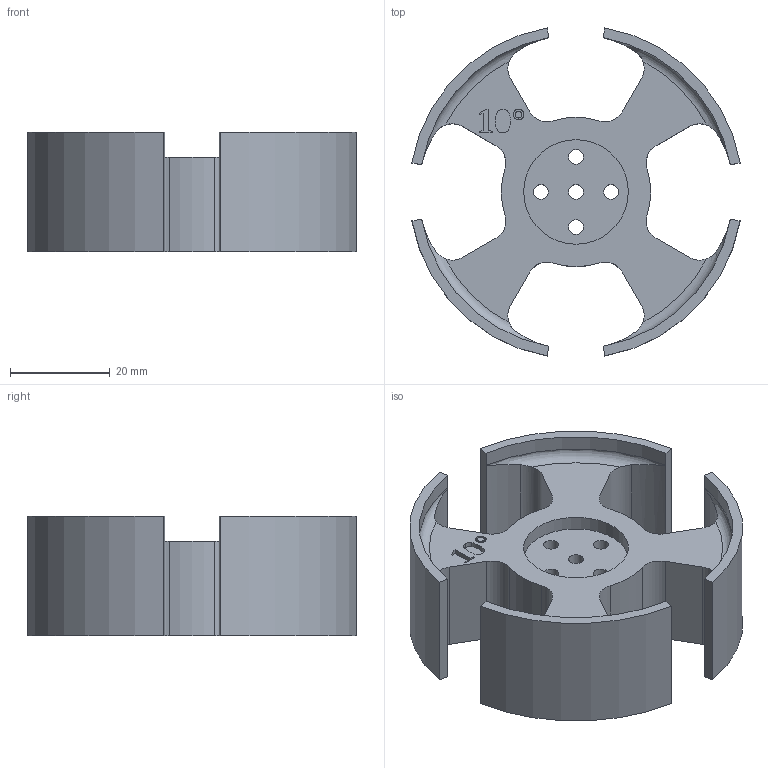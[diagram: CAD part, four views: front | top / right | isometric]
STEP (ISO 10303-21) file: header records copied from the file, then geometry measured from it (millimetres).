
FILE_DESCRIPTION(/* description */ ('STEP AP242','CAx-IF Rec.Pracs.---Representation and Presentation of Product Manufacturing Information (PMI)---4.0---2014-10-13','CAx-IF Rec.Pracs.---3D Tessellated Geometry---0.4---2014-09-14','2;1'),/* implementation_level */ '2;1');
FILE_NAME(/* name */ '67ce2b53c0ed9b4ab768b618',/* time_stamp */ '2025-03-09T23:59:16Z',/* author */ (''),/* organization */ (''),/* preprocessor_version */ 'ST-DEVELOPER v20',/* originating_system */ 'ONSHAPE BY PTC INC, 1.194',/* authorisation */ ' ');
FILE_SCHEMA (('AP242_MANAGED_MODEL_BASED_3D_ENGINEERING_MIM_LF { 1 0 10303 442 1 1 4 }'));
Length unit declared in the file: metre
Products named in the file (1): Front Wheg
Bounding box: 65.9 x 65.9 x 24 mm (x, y, z)
Volume: 36646.4 mm3; surface area: 14455.7 mm2
Topology: 1 solids, 1 shells, 110 faces, 301 edges, 198 vertices
Faces by surface type: cylinder 59, plane 38, bspline 9, torus 4
Full cylindrical faces by diameter (mm): 3 x5, 21 x1
Entity records: 3675 total; most frequent: CARTESIAN_POINT 847, ORIENTED_EDGE 590, DIRECTION 579, EDGE_CURVE 295, AXIS2_PLACEMENT_3D 216, VERTEX_POINT 198, LINE 147, VECTOR 147
